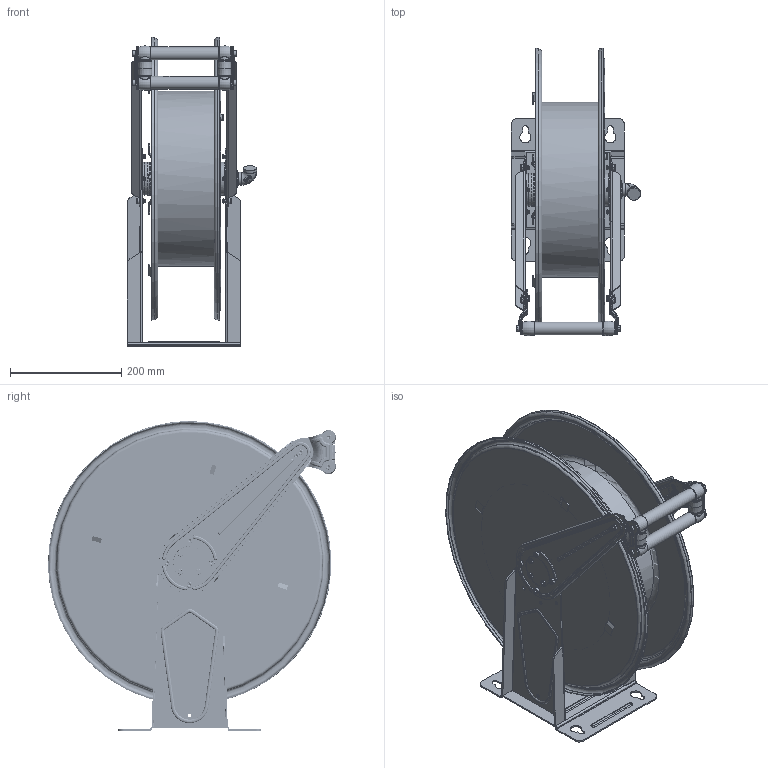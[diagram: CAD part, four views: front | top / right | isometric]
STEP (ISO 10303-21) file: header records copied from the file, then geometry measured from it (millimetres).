
FILE_DESCRIPTION(/* description */ ('Unknown'),/* implementation_level */ '2;1');
FILE_NAME(/* name */ '534-30-RM------',/* time_stamp */ '2019-07-30T11:02:33+02:00',/* author */ ('Unknown'),/* organization */ ('Unknown'),/* preprocessor_version */ 'ST-DEVELOPER v16.7',/* originating_system */ 'DEX',/* authorisation */ $);
FILE_SCHEMA (('AUTOMOTIVE_DESIGN {1 0 10303 214 3 1 1}'));
Products named in the file (1): 534-30-RM
Bounding box: 232.71 x 518.14 x 557.39 mm (x, y, z)
Volume: 11118348.9 mm3; surface area: 1378359.8 mm2
Topology: 5 solids, 15 shells, 3470 faces, 8133 edges, 4540 vertices
Faces by surface type: cylinder 802, torus 700, plane 651, bspline 620, sphere 368, cone 329
Full cylindrical faces by diameter (mm): 2.201 x14, 4.917 x1, 5.2 x6, 6 x9, 6.2 x2, 6.499 x7, 6.5 x10, 7.3 x8, 8 x2, 8.1 x4, 8.4 x2, 8.5 x2, 9.18 x4, 9.3 x1, 10 x20, 10.18 x2, 10.25 x1, 10.75 x2, 11 x2, 12.8 x1, 16 x4, 16.2 x1, 16.45 x1, 16.75 x1, 17.1 x1, 17.3 x2, 18 x1, 22 x1, 22.5 x2, 23 x6
Entity records: 156051 total; most frequent: CARTESIAN_POINT 59191, DIRECTION 15661, ORIENTED_EDGE 14708, EDGE_CURVE 7354, AXIS2_PLACEMENT_3D 6938, VERTEX_POINT 4386, FACE_BOUND 4022, CIRCLE 4010
